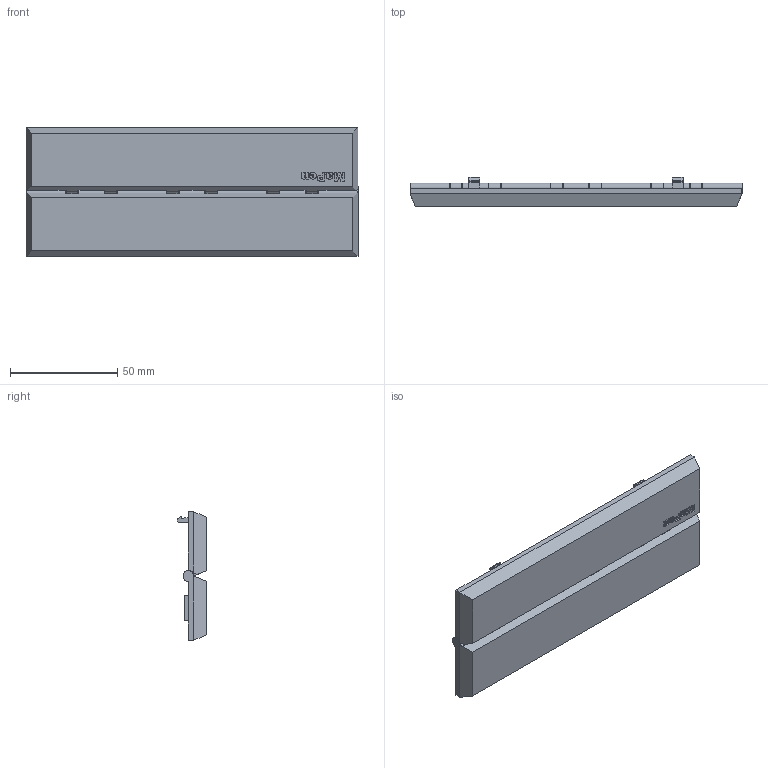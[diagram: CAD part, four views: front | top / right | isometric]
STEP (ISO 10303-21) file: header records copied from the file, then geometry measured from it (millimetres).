
FILE_DESCRIPTION (( 'STEP AP214' ), '1' );
FILE_NAME ('assm_lenovo_pen_case_2022.STEP', '2022-08-20T11:52:59', ( '' ), ( '' ), 'SwSTEP 2.0', 'SolidWorks 2022', '' );
FILE_SCHEMA (( 'AUTOMOTIVE_DESIGN' ));
Length unit declared in the file: millimetre
Products named in the file (3): bottom_case; top_case; assm_lenovo_pen_case_2022
Assembly tree (2 placements, depth 2):
  assm_lenovo_pen_case_2022
    bottom_case
    top_case
Bounding box: 155 x 13.6 x 60 mm (x, y, z)
Volume: 63940.5 mm3; surface area: 28441.5 mm2
Topology: 2 solids, 2 shells, 313 faces, 865 edges, 571 vertices
Faces by surface type: plane 159, cylinder 115, bspline 31, torus 5, cone 3
Entity records: 13675 total; most frequent: CARTESIAN_POINT 3469, ORIENTED_EDGE 1728, DIRECTION 1604, EDGE_CURVE 864, VERTEX_POINT 571, LINE 556, VECTOR 556, AXIS2_PLACEMENT_3D 524
